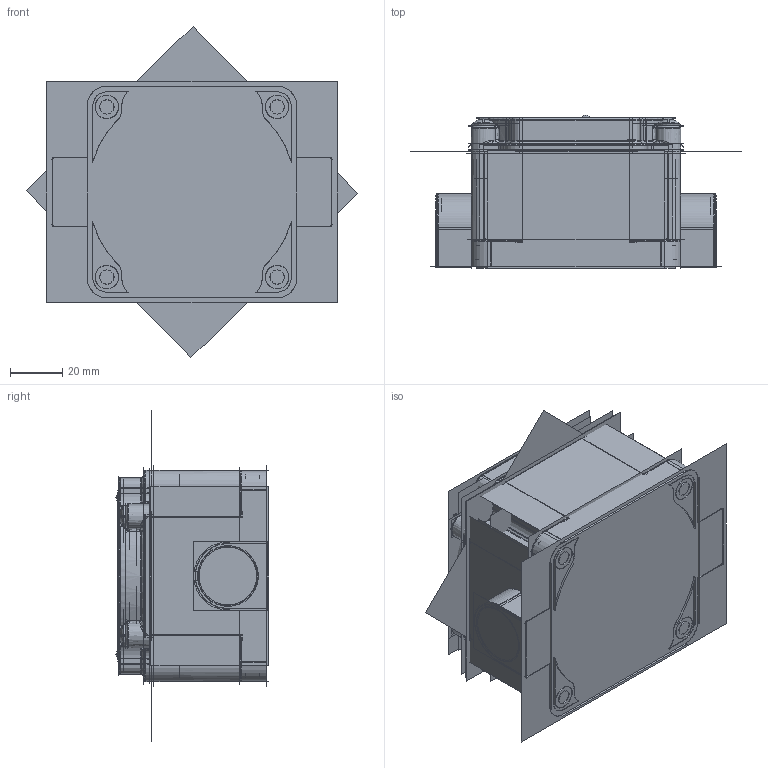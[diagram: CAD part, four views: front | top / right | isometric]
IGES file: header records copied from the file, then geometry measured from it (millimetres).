
Start section:  PTC IGES file: 168016.igs
Global section: file name: 168016.igs; native system: Creo Parametric by PTC Inc.; preprocessor: 2016260; author: pdmadmin; organization: Unknown; date: 20180305.132701; units: millimetre
Bounding box: 126.69 x 58.46 x 126.69 mm (x, y, z)
Volume: 95024.2 mm3; surface area: 517874 mm2
Topology: 11 solids, 15 shells, 1898 faces, 9648 edges, 12291 vertices
Faces by surface type: revolution 1210, bspline 688
